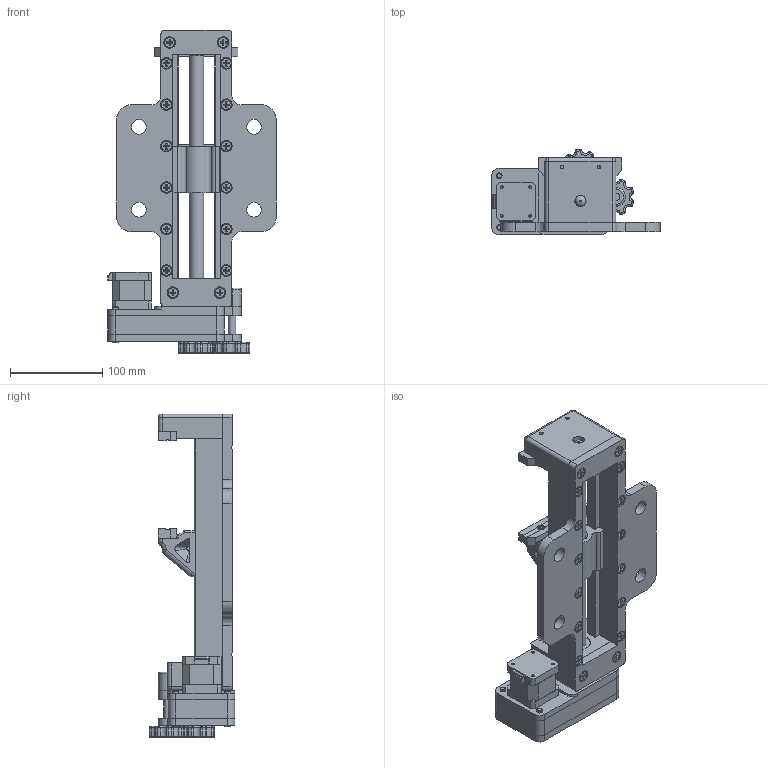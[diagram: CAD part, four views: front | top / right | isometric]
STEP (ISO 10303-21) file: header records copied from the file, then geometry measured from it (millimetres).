
FILE_DESCRIPTION(/* description */ (''),/* implementation_level */ '2;1');
FILE_NAME(/* name */ 'Тиски_электропривод.stp',/* time_stamp */ '2020-12-14T19:07:51+03:00',/* author */ ('User'),/* organization */ (''),/* preprocessor_version */ 'ST-DEVELOPER v18.1',/* originating_system */ 'Autodesk Inventor 2021',/* authorisation */ '');
FILE_SCHEMA (('AUTOMOTIVE_DESIGN { 1 0 10303 214 3 1 1 }'));
Products named in the file (41): Тиски_сборка; Основание; Упор 1; Направляющая; Упор 2; Вал; Подшипник; ISO 104 - 1 71 - 12 x 26 x 6; Фланец_1; DIN 916 - M4  x  10; Каретка; Губка; Болтовое соединение; AS 1427 - M6 x 35(5); Болтовое соединение_
1; AS 1427 - M6 x 65(5); Болтовое соединение_
2; Болтовое соединение_
3; AS 1427 - M4 x 25(5); Привод; Цилиндрическое зубчатое 
зацепление; Цилиндрическое зубчатое 
зацепление1; Цилиндрическое зубчатое 
зацепление2; Цилиндрическое зубчатое 
зацепление_1; Цилиндрическое зубчатое 
зацепление1_1; Цилиндрическое зубчатое 
зацепление2_1; Шаговый двигатель; DIN 913 - M3 x 6; Подшипник_1; Подшипник 1046902 ГОСТ 
831-75; Подшипник_2; Подшипник 1036901 ГОСТ 
831-75; Пластина 1; Пластина 2; Стойка; Болтовое соединение_
4; AS 1427 - M3 x 12(5); AS 1427 - M6 x 35; Болтовое соединение_
5; AS 1427 - M8 x 55(7) ...
Assembly tree (71 placements, depth 4):
  Тиски_сборка
    Основание
    Упор 1
    Направляющая
    Упор 2
    Вал
    Подшипник  x2
      ISO 104 - 1 71 - 12 x 26 x 6
    Фланец_1
    DIN 916 - M4  x  10  x2
    Каретка
    Губка  x2
    Болтовое соединение
      AS 1427 - M6 x 35(5)  x12
    Болтовое соединение_
1
      AS 1427 - M6 x 65(5)  x4
    Болтовое соединение_
2
      AS 1427 - M4 x 25(5)  x2
    Болтовое соединение_
3
      AS 1427 - M4 x 25(5)  x2
    Привод
      Цилиндрическое зубчатое 
зацепление
        Цилиндрическое зубчатое 
зацепление1
        Цилиндрическое зубчатое 
зацепление2
      Цилиндрическое зубчатое 
зацепление_1
        Цилиндрическое зубчатое 
зацепление1_1
        Цилиндрическое зубчатое 
зацепление2_1
      Шаговый двигатель
      DIN 913 - M3 x 6  x2
      Подшипник_2  x3
        Подшипник 1036901 ГОСТ 
831-75
      Подшипник_1
        Подшипник 1046902 ГОСТ 
831-75
      Пластина 1
      Пластина 2
      Стойка
      Болтовое соединение_
4
        AS 1427 - M3 x 12(5)  x4
      AS 1427 - M6 x 35  x4
    Болтовое соединение_
5
      AS 1427 - M8 x 55(7)  x2
    Ручка  x2
Bounding box: 182.6 x 93.09 x 351.5 mm (x, y, z)
Volume: 1243172.2 mm3; surface area: 375892.7 mm2
Topology: 95 solids, 95 shells, 2590 faces, 6924 edges, 4640 vertices
Faces by surface type: cylinder 886, plane 644, cone 420, torus 384, sphere 226, bspline 30
Full cylindrical faces by diameter (mm): 2.693 x4, 3 x24, 3.571 x4, 4 x18, 4.1 x6, 5 x1, 5.3 x4, 5.386 x4, 5.387 x16, 6 x60, 6.1 x16, 6.2 x4, 7 x4, 8 x12, 9.75 x2, 10.5 x16, 12 x11, 12.2 x2, 13.5 x4, 15 x3, 16 x12, 17 x4, 19 x3, 19.333 x2, 20 x3, 20.417 x1, 22 x2, 22.583 x1, 23.667 x1, 24 x6
Entity records: 56488 total; most frequent: CARTESIAN_POINT 13582, DIRECTION 9494, ORIENTED_EDGE 8330, EDGE_CURVE 4165, AXIS2_PLACEMENT_3D 4036, VERTEX_POINT 2915, CIRCLE 2411, EDGE_LOOP 1902
